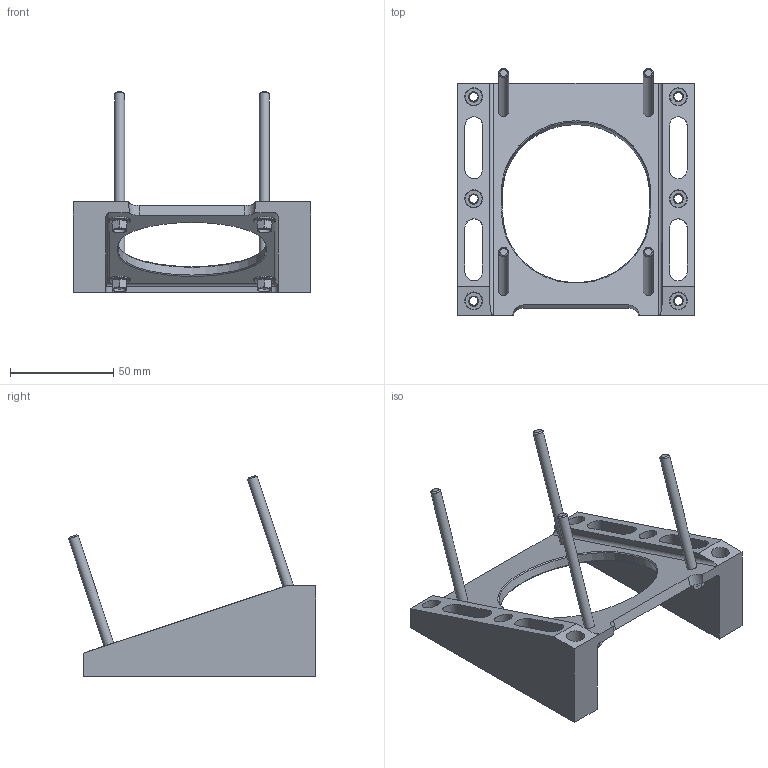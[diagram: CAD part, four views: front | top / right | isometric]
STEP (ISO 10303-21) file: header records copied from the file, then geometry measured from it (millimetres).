
FILE_DESCRIPTION(/* description */ (''),/* implementation_level */ '2;1');
FILE_NAME(/* name */ 'Mounting_Plate v3.step',/* time_stamp */ '2024-11-15T09:12:03+11:00',/* author */ (''),/* organization */ (''),/* preprocessor_version */ 'ST-DEVELOPER v20',/* originating_system */ 'Autodesk Translation Framework v13.20.0.188',/* authorisation */ '');
FILE_SCHEMA (('AUTOMOTIVE_DESIGN { 1 0 10303 214 3 1 1 }'));
Length unit declared in the file: millimetre
Products named in the file (2): Mounting_Plate v3; Indented Hex Flange Head Machine Screw ANSI B18.6.7M - M5x0.8 x 45 St
eel Grade 8 Plain v7
Assembly tree (4 placements, depth 2):
  Mounting_Plate v3
    Indented Hex Flange Head Machine Screw ANSI B18.6.7M - M5x0.8 x 45 St
eel Grade 8 Plain v7  x4
Bounding box: 115 x 119.85 x 97.42 mm (x, y, z)
Volume: 99498.5 mm3; surface area: 49234.1 mm2
Topology: 5 solids, 5 shells, 333 faces, 837 edges, 528 vertices
Faces by surface type: cylinder 157, plane 100, cone 46, bspline 22, torus 8
Full cylindrical faces by diameter (mm): 4.234 x24, 4.734 x6, 4.901 x4, 5.12 x18, 6.2 x4, 8.65 x6
Entity records: 17200 total; most frequent: CARTESIAN_POINT 10690, ORIENTED_EDGE 1458, DIRECTION 1168, EDGE_CURVE 729, VERTEX_POINT 459, AXIS2_PLACEMENT_3D 457, EDGE_LOOP 320, FACE_OUTER_BOUND 282
